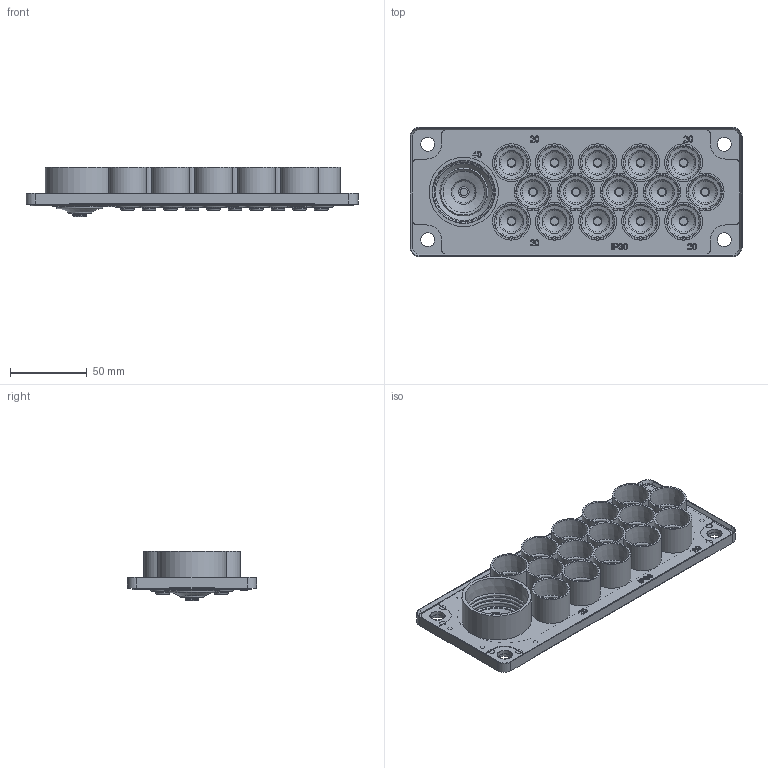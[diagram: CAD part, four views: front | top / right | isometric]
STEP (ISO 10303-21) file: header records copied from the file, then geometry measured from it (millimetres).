
FILE_DESCRIPTION( ( 'STEP AP214' ), '1' );
FILE_NAME( ' ', ' ', ( ' ' ), ( ' ' ), 'PSStep 11.0', ' ', ' ' );
FILE_SCHEMA( ( 'AUTOMOTIVE_DESIGN { 1 0 10303 214 1 1 1 1 }' ) );
Length unit declared in the file: millimetre
Products named in the file (12): Assem1; Assem2; 1; 2; 3; 4; 5; 6; 7; 8; 9
Bounding box: 216 x 84 x 32 mm (x, y, z)
Volume: 301521.1 mm3; surface area: 351368.6 mm2
Topology: 29 solids, 29 shells, 2813 faces, 6444 edges, 4028 vertices
Faces by surface type: plane 1243, cylinder 541, cone 465, torus 321, extrusion 231, revolution 6, bspline 6
Full cylindrical faces by diameter (mm): 3 x40, 4 x40, 5 x48, 7 x3, 9 x48, 9.2 x12, 10 x20, 12 x12, 16 x48, 30 x3, 37 x3, 45 x3
Entity records: 35190 total; most frequent: CARTESIAN_POINT 8199, DIRECTION 3659, ORIENTED_EDGE 3514, EDGE_CURVE 1757, EDGE_LOOP 1534, AXIS2_PLACEMENT_3D 1515, VERTEX_POINT 1321, FACE_OUTER_BOUND 1178
